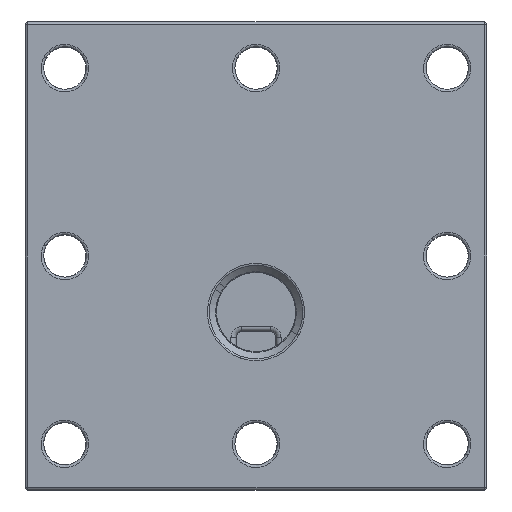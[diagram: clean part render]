
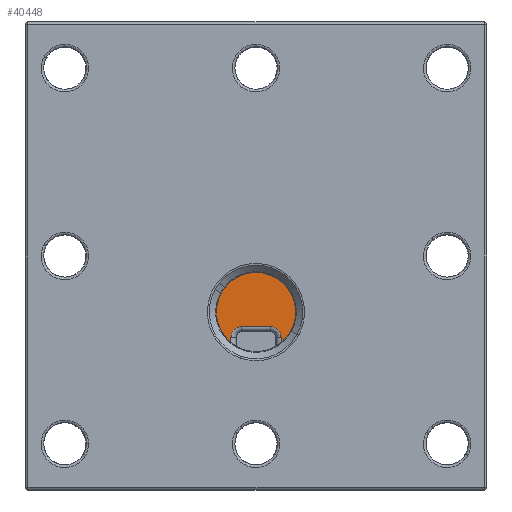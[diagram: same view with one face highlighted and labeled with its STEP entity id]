
A CAD part, left-side view. The second image highlights one B-rep face of the part: STEP entity #40448.
In plain terms, the highlighted planar face has unit normal (-1, 0, 0).
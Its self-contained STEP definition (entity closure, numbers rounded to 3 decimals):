
#33570=CARTESIAN_POINT('Vertex',(8.,11.9,5.4)) ;
#33597=CARTESIAN_POINT('Vertex',(8.,16.6,5.4)) ;
#33600=CARTESIAN_POINT('Line Origine',(8.,10.,5.4)) ;
#33624=CARTESIAN_POINT('Vertex',(8.,3.4,5.4)) ;
#33627=CARTESIAN_POINT('Line Origine',(8.,10.,5.4)) ;
#33631=CARTESIAN_POINT('Vertex',(8.,8.1,5.4)) ;
#40236=CARTESIAN_POINT('Line Origine',(8.,16.6,12.5)) ;
#40240=CARTESIAN_POINT('Vertex',(8.,16.6,19.6)) ;
#40298=CARTESIAN_POINT('Vertex',(8.,3.4,19.6)) ;
#40320=CARTESIAN_POINT('Line Origine',(8.,10.,19.6)) ;
#40344=CARTESIAN_POINT('Line Origine',(8.,3.4,12.5)) ;
#40367=CARTESIAN_POINT('Vertex',(8.,11.9,6.6)) ;
#40370=CARTESIAN_POINT('Line Origine',(8.,11.9,12.3)) ;
#40387=CARTESIAN_POINT('Axis2P3D Location',(8.,17.,5.)) ;
#40393=CARTESIAN_POINT('Control Point',(8.,11.1,7.4)) ;
#40394=CARTESIAN_POINT('Control Point',(8.,11.188,7.4)) ;
#40395=CARTESIAN_POINT('Control Point',(8.,11.275,7.388)) ;
#40396=CARTESIAN_POINT('Control Point',(8.,11.361,7.364)) ;
#40397=CARTESIAN_POINT('Control Point',(8.,11.523,7.293)) ;
#40398=CARTESIAN_POINT('Control Point',(8.,11.66,7.181)) ;
#40399=CARTESIAN_POINT('Control Point',(8.,11.72,7.116)) ;
#40400=CARTESIAN_POINT('Control Point',(8.,11.815,6.981)) ;
#40401=CARTESIAN_POINT('Control Point',(8.,11.873,6.827)) ;
#40402=CARTESIAN_POINT('Control Point',(8.,11.891,6.752)) ;
#40403=CARTESIAN_POINT('Control Point',(8.,11.9,6.676)) ;
#40404=CARTESIAN_POINT('Control Point',(8.,11.9,6.6)) ;
#40405=CARTESIAN_POINT('Vertex',(8.,11.1,7.4)) ;
#40408=CARTESIAN_POINT('Line Origine',(8.,10.,7.4)) ;
#40412=CARTESIAN_POINT('Vertex',(8.,8.9,7.4)) ;
#40416=CARTESIAN_POINT('Control Point',(8.,8.1,6.6)) ;
#40417=CARTESIAN_POINT('Control Point',(8.,8.1,6.688)) ;
#40418=CARTESIAN_POINT('Control Point',(8.,8.112,6.775)) ;
#40419=CARTESIAN_POINT('Control Point',(8.,8.136,6.861)) ;
#40420=CARTESIAN_POINT('Control Point',(8.,8.207,7.023)) ;
#40421=CARTESIAN_POINT('Control Point',(8.,8.319,7.16)) ;
#40422=CARTESIAN_POINT('Control Point',(8.,8.384,7.22)) ;
#40423=CARTESIAN_POINT('Control Point',(8.,8.519,7.315)) ;
#40424=CARTESIAN_POINT('Control Point',(8.,8.673,7.373)) ;
#40425=CARTESIAN_POINT('Control Point',(8.,8.748,7.391)) ;
#40426=CARTESIAN_POINT('Control Point',(8.,8.824,7.4)) ;
#40427=CARTESIAN_POINT('Control Point',(8.,8.9,7.4)) ;
#40428=CARTESIAN_POINT('Vertex',(8.,8.1,6.6)) ;
#40431=CARTESIAN_POINT('Line Origine',(8.,8.1,6.)) ;
#33601=DIRECTION('Vector Direction',(0.,-1.,0.)) ;
#33628=DIRECTION('Vector Direction',(0.,-1.,0.)) ;
#40237=DIRECTION('Vector Direction',(0.,0.,-1.)) ;
#40321=DIRECTION('Vector Direction',(0.,-1.,0.)) ;
#40345=DIRECTION('Vector Direction',(0.,0.,-1.)) ;
#40371=DIRECTION('Vector Direction',(0.,0.,1.)) ;
#40388=DIRECTION('Axis2P3D Direction',(-1.,0.,0.)) ;
#40389=DIRECTION('Axis2P3D XDirection',(0.,-1.,0.)) ;
#40409=DIRECTION('Vector Direction',(0.,1.,0.)) ;
#40432=DIRECTION('Vector Direction',(0.,0.,-1.)) ;
#40390=AXIS2_PLACEMENT_3D('Plane Axis2P3D',#40387,#40388,#40389) ;
#40437=ORIENTED_EDGE('',*,*,#40324,.F.) ;
#40438=ORIENTED_EDGE('',*,*,#40242,.T.) ;
#40439=ORIENTED_EDGE('',*,*,#33604,.T.) ;
#40440=ORIENTED_EDGE('',*,*,#40374,.F.) ;
#40441=ORIENTED_EDGE('',*,*,#40407,.F.) ;
#40442=ORIENTED_EDGE('',*,*,#40414,.F.) ;
#40443=ORIENTED_EDGE('',*,*,#40430,.F.) ;
#40444=ORIENTED_EDGE('',*,*,#40435,.F.) ;
#40445=ORIENTED_EDGE('',*,*,#33633,.T.) ;
#40446=ORIENTED_EDGE('',*,*,#40348,.T.) ;
#33602=VECTOR('Line Direction',#33601,1.) ;
#33629=VECTOR('Line Direction',#33628,1.) ;
#40238=VECTOR('Line Direction',#40237,1.) ;
#40322=VECTOR('Line Direction',#40321,1.) ;
#40346=VECTOR('Line Direction',#40345,1.) ;
#40372=VECTOR('Line Direction',#40371,1.) ;
#40410=VECTOR('Line Direction',#40409,1.) ;
#40433=VECTOR('Line Direction',#40432,1.) ;
#40448=ADVANCED_FACE('Hauptk\X2\00F6\X0\rper',(#40447),#40391,.T.) ;
#40392=B_SPLINE_CURVE_WITH_KNOTS('',5,(#40393,#40394,#40395,#40396,#40397,#40398,#40399,#40400,#40401,#40402,#40403,#40404),.UNSPECIFIED.,.F.,.U.,(6,3,3,6),(0.,0.62,1.239,1.777),.UNSPECIFIED.) ;
#40415=B_SPLINE_CURVE_WITH_KNOTS('',5,(#40416,#40417,#40418,#40419,#40420,#40421,#40422,#40423,#40424,#40425,#40426,#40427),.UNSPECIFIED.,.F.,.U.,(6,3,3,6),(0.,0.62,1.239,1.777),.UNSPECIFIED.) ;
#33604=EDGE_CURVE('',#33598,#33571,#33603,.T.) ;
#33633=EDGE_CURVE('',#33632,#33625,#33630,.T.) ;
#40242=EDGE_CURVE('',#40241,#33598,#40239,.T.) ;
#40324=EDGE_CURVE('',#40241,#40299,#40323,.T.) ;
#40348=EDGE_CURVE('',#33625,#40299,#40347,.F.) ;
#40374=EDGE_CURVE('',#40368,#33571,#40373,.F.) ;
#40407=EDGE_CURVE('',#40406,#40368,#40392,.T.) ;
#40414=EDGE_CURVE('',#40413,#40406,#40411,.T.) ;
#40430=EDGE_CURVE('',#40429,#40413,#40415,.T.) ;
#40435=EDGE_CURVE('',#33632,#40429,#40434,.F.) ;
#40436=EDGE_LOOP('',(#40437,#40438,#40439,#40440,#40441,#40442,#40443,#40444,#40445,#40446)) ;
#40447=FACE_OUTER_BOUND('',#40436,.T.) ;
#33603=LINE('Line',#33600,#33602) ;
#33630=LINE('Line',#33627,#33629) ;
#40239=LINE('Line',#40236,#40238) ;
#40323=LINE('Line',#40320,#40322) ;
#40347=LINE('Line',#40344,#40346) ;
#40373=LINE('Line',#40370,#40372) ;
#40411=LINE('Line',#40408,#40410) ;
#40434=LINE('Line',#40431,#40433) ;
#40391=PLANE('Plane',#40390) ;
#33571=VERTEX_POINT('',#33570) ;
#33598=VERTEX_POINT('',#33597) ;
#33625=VERTEX_POINT('',#33624) ;
#33632=VERTEX_POINT('',#33631) ;
#40241=VERTEX_POINT('',#40240) ;
#40299=VERTEX_POINT('',#40298) ;
#40368=VERTEX_POINT('',#40367) ;
#40406=VERTEX_POINT('',#40405) ;
#40413=VERTEX_POINT('',#40412) ;
#40429=VERTEX_POINT('',#40428) ;
